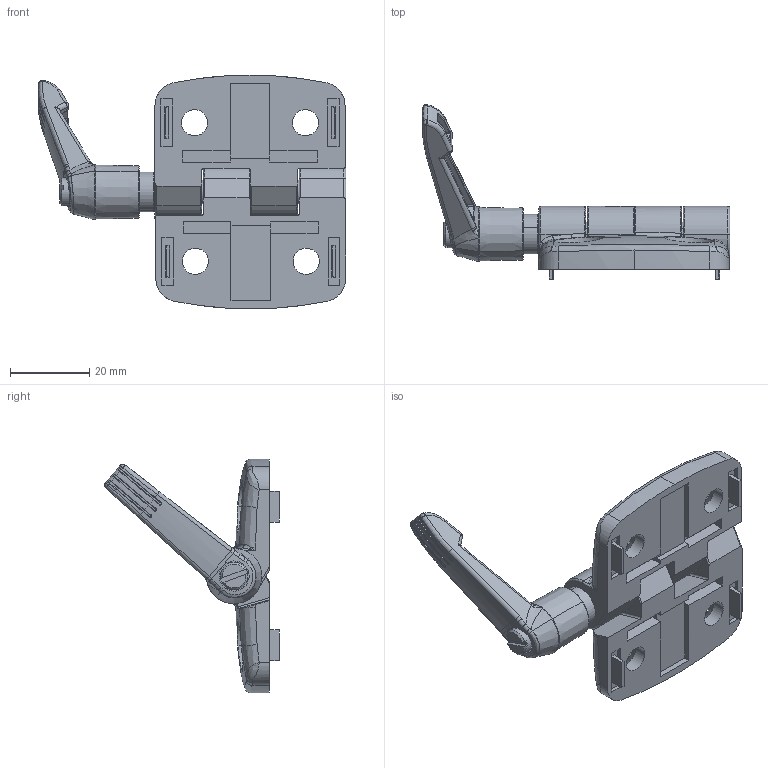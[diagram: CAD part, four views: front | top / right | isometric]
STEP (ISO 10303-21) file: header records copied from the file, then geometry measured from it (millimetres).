
FILE_DESCRIPTION (( 'STEP AP203' ), '1' );
FILE_NAME ('151206.step', '2021-06-03T16:35:42', ( '' ), ( '' ), 'SwSTEP 2.0', 'SolidWorks 2021', '' );
FILE_SCHEMA (( 'CONFIG_CONTROL_DESIGN' ));
Length unit declared in the file: millimetre
Products named in the file (1): 151206
Bounding box: 77.69 x 44.07 x 59 mm (x, y, z)
Volume: 25402.2 mm3; surface area: 16472.1 mm2
Topology: 6 solids, 6 shells, 499 faces, 1200 edges, 708 vertices
Faces by surface type: bspline 162, plane 133, cylinder 99, torus 46, cone 41, sphere 18
Entity records: 19631 total; most frequent: CARTESIAN_POINT 9290, ORIENTED_EDGE 2356, DIRECTION 1839, EDGE_CURVE 1178, AXIS2_PLACEMENT_3D 728, VERTEX_POINT 706, EDGE_LOOP 532, ADVANCED_FACE 499
